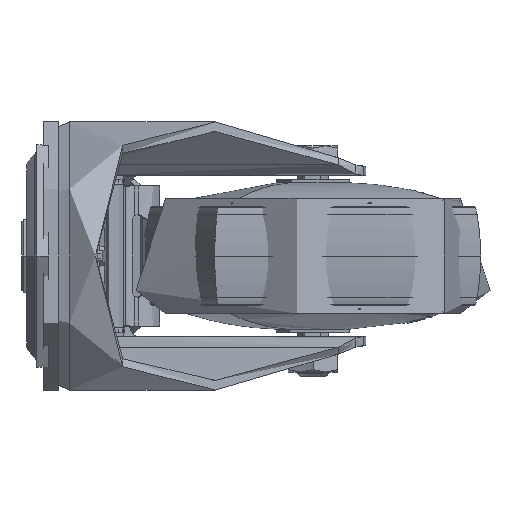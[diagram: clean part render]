
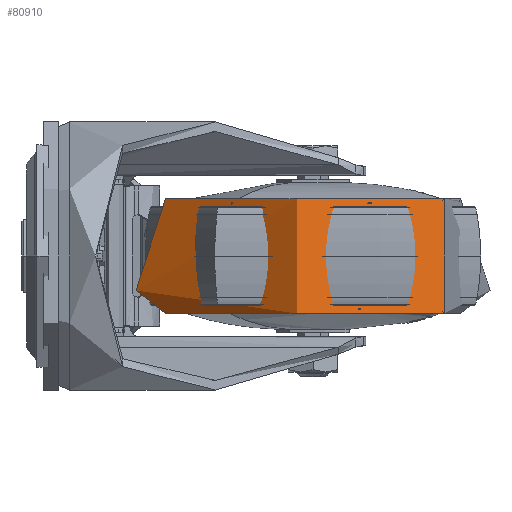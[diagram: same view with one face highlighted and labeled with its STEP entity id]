
A CAD part, left-side view. The second image highlights one B-rep face of the part: STEP entity #80910.
In plain terms, the highlighted free-form (B-spline) face has degree [3, 3] with [4, 4] control points.
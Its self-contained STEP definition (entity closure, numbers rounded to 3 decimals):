
#396 = DIRECTION ( 'NONE',  ( 0.583, 0.812, 0. ) ) ;
#1293 = CARTESIAN_POINT ( 'NONE',  ( 13.361, -110.322, -15. ) ) ;
#1472 = CARTESIAN_POINT ( 'NONE',  ( 71.678, -29.087, 15. ) ) ;
#2017 = CARTESIAN_POINT ( 'NONE',  ( 62.639, -41.678, -15. ) ) ;
#2887 = CARTESIAN_POINT ( 'NONE',  ( -6.005, 7.6, -15. ) ) ;
#6424 = VERTEX_POINT ( 'NONE', #69867 ) ;
#6575 = CARTESIAN_POINT ( 'NONE',  ( 38., -76., 15. ) ) ;
#7604 = ORIENTED_EDGE ( 'NONE', *, *, #63553, .T. ) ;
#9108 = CARTESIAN_POINT ( 'NONE',  ( -89.504, -55.557, -15. ) ) ;
#9585 = CARTESIAN_POINT ( 'NONE',  ( 38., -76., -15. ) ) ;
#10927 = CARTESIAN_POINT ( 'NONE',  ( 4.322, -122.913, 15. ) ) ;
#12223 = EDGE_LOOP ( 'NONE', ( #77853, #7604, #41565, #77457 ) ) ;
#15759 = CARTESIAN_POINT ( 'NONE',  ( -6.005, 7.6, 15. ) ) ;
#16545 = CARTESIAN_POINT ( 'NONE',  ( 13.361, -110.322, 15. ) ) ;
#16723 = CARTESIAN_POINT ( 'NONE',  ( 13.361, -110.322, -15. ) ) ;
#23402 = CARTESIAN_POINT ( 'NONE',  ( 13.361, -110.322, 15. ) ) ;
#24271 = DIRECTION ( 'NONE',  ( 0.583, 0.812, 0. ) ) ;
#28198 = CARTESIAN_POINT ( 'NONE',  ( 62.639, -41.678, 15. ) ) ;
#28691 = CARTESIAN_POINT ( 'NONE',  ( 4.322, -122.913, 15. ) ) ;
#29588 = CARTESIAN_POINT ( 'NONE',  ( 13.361, -110.322, -15. ) ) ;
#31597 = AXIS2_PLACEMENT_3D ( 'NONE', #9585, #63284, #24271 ) ;
#31870 = CARTESIAN_POINT ( 'NONE',  ( 4.322, -122.913, -15. ) ) ;
#32100 = VERTEX_POINT ( 'NONE', #1293 ) ;
#32777 = AXIS2_PLACEMENT_3D ( 'NONE', #6575, #48276, #396 ) ;
#35845 =( BOUNDED_CURVE ( )  B_SPLINE_CURVE ( 3, ( #73467, #39830, #1472, #75049 ),
 .UNSPECIFIED., .F., .F. ) 
 B_SPLINE_CURVE_WITH_KNOTS ( ( 4, 4 ),
 ( 0., 3.142 ),
 .UNSPECIFIED. ) 
 CURVE ( )  GEOMETRIC_REPRESENTATION_ITEM ( )  RATIONAL_B_SPLINE_CURVE ( ( 1., 0.333, 0.333, 1. ) ) 
 REPRESENTATION_ITEM ( '' )  );
#36245 = CARTESIAN_POINT ( 'NONE',  ( 13.361, -110.322, 15. ) ) ;
#39830 = CARTESIAN_POINT ( 'NONE',  ( 71.678, -29.087, -15. ) ) ;
#41565 = ORIENTED_EDGE ( 'NONE', *, *, #71250, .F. ) ;
#47186 =( BOUNDED_SURFACE ( )  B_SPLINE_SURFACE ( 3, 3, ( 
 ( #2017, #2887, #76918, #29588 ),
 ( #56542, #70302, #9108, #56102 ),
 ( #48610, #49919, #69006, #28691 ),
 ( #49497, #15759, #84021, #36245 ) ),
 .UNSPECIFIED., .F., .F., .T. ) 
 B_SPLINE_SURFACE_WITH_KNOTS ( ( 4, 4 ),
 ( 4, 4 ),
 ( 0., 1. ),
 ( 0., 1. ),
 .UNSPECIFIED. ) 
 GEOMETRIC_REPRESENTATION_ITEM ( )  RATIONAL_B_SPLINE_SURFACE ( (
 ( 1., 0.333, 0.333, 1.),
 ( 0.333, 0.111, 0.111, 0.333),
 ( 0.333, 0.111, 0.111, 0.333),
 ( 1., 0.333, 0.333, 1.) ) ) 
 REPRESENTATION_ITEM ( '' )  SURFACE ( )  );
#48276 = DIRECTION ( 'NONE',  ( 0., 0., 1. ) ) ;
#48610 = CARTESIAN_POINT ( 'NONE',  ( 71.678, -29.087, 15. ) ) ;
#49000 = VERTEX_POINT ( 'NONE', #28198 ) ;
#49497 = CARTESIAN_POINT ( 'NONE',  ( 62.639, -41.678, 15. ) ) ;
#49678 = VERTEX_POINT ( 'NONE', #16545 ) ;
#49919 = CARTESIAN_POINT ( 'NONE',  ( -22.148, 38.269, 15. ) ) ;
#50573 =( BOUNDED_CURVE ( )  B_SPLINE_CURVE ( 3, ( #16723, #31870, #10927, #23402 ),
 .UNSPECIFIED., .F., .T. ) 
 B_SPLINE_CURVE_WITH_KNOTS ( ( 4, 4 ),
 ( 0., 3.142 ),
 .UNSPECIFIED. ) 
 CURVE ( )  GEOMETRIC_REPRESENTATION_ITEM ( )  RATIONAL_B_SPLINE_CURVE ( ( 1., 0.333, 0.333, 1. ) ) 
 REPRESENTATION_ITEM ( '' )  );
#56102 = CARTESIAN_POINT ( 'NONE',  ( 4.322, -122.913, -15. ) ) ;
#56542 = CARTESIAN_POINT ( 'NONE',  ( 71.678, -29.087, -15. ) ) ;
#61042 = EDGE_CURVE ( 'NONE', #6424, #32100, #72549, .T. ) ;
#61858 = EDGE_CURVE ( 'NONE', #6424, #49000, #35845, .T. ) ;
#63284 = DIRECTION ( 'NONE',  ( 0., 0., 1. ) ) ;
#63553 = EDGE_CURVE ( 'NONE', #32100, #49678, #50573, .T. ) ;
#69006 = CARTESIAN_POINT ( 'NONE',  ( -89.504, -55.557, 15. ) ) ;
#69867 = CARTESIAN_POINT ( 'NONE',  ( 62.639, -41.678, -15. ) ) ;
#70302 = CARTESIAN_POINT ( 'NONE',  ( -22.148, 38.269, -15. ) ) ;
#70909 = CIRCLE ( 'NONE', #32777, 42.25 ) ;
#71250 = EDGE_CURVE ( 'NONE', #49000, #49678, #70909, .T. ) ;
#72549 = CIRCLE ( 'NONE', #31597, 42.25 ) ;
#73467 = CARTESIAN_POINT ( 'NONE',  ( 62.639, -41.678, -15. ) ) ;
#75049 = CARTESIAN_POINT ( 'NONE',  ( 62.639, -41.678, 15. ) ) ;
#76918 = CARTESIAN_POINT ( 'NONE',  ( -55.283, -61.044, -15. ) ) ;
#77457 = ORIENTED_EDGE ( 'NONE', *, *, #61858, .F. ) ;
#77853 = ORIENTED_EDGE ( 'NONE', *, *, #61042, .T. ) ;
#80910 = ADVANCED_FACE ( 'NONE', ( #82256 ), #47186, .F. ) ;
#82256 = FACE_OUTER_BOUND ( 'NONE', #12223, .T. ) ;
#84021 = CARTESIAN_POINT ( 'NONE',  ( -55.283, -61.044, 15. ) ) ;
